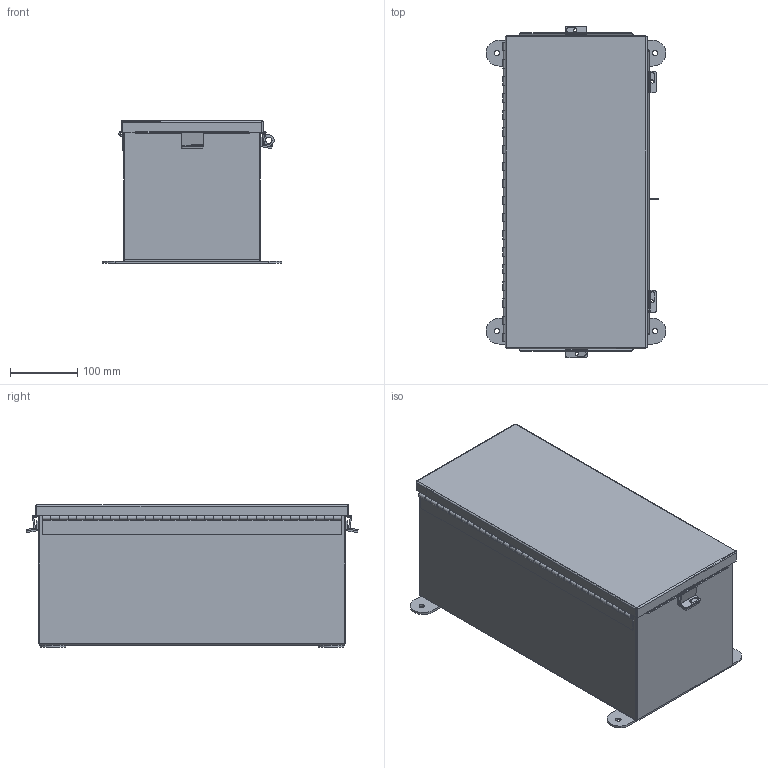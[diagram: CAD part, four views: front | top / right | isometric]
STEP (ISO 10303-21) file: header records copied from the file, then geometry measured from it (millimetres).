
FILE_DESCRIPTION (( 'STEP AP203' ), '1' );
FILE_NAME ('N080818SSCHTR.STEP', '2014-07-18T16:43:57', ( 'changeme' ), ( 'Microsoft' ), 'SwSTEP 2.0', 'SolidWorks 2013', '' );
FILE_SCHEMA (( 'CONFIG_CONTROL_DESIGN' ));
Length unit declared in the file: inch
Products named in the file (13): N080818SSCHTR JIC_Cover_Template; N080818SSCHTR JIC Clamp Bracket; N080818SSCHTR JIC Cover Clamp; N080818SSCHTR JIC Top; N080818SSCHTR JIC Bottom; N080818SSCHTR JIC Enclosure Template; N080818SSCHTR HW-CD-S-25020-034; N080818SSCHTR Hinge Body Side; HW-CLH-JH-20154; N080818SSCHTR Hinge Cover Side JIC; N080818SSCHTR JIC Mounting Bracket; N080818SSCHTR _JIC Hinge; N080818SSCHTR
Assembly tree (20 placements, depth 3):
  N080818SSCHTR
    N080818SSCHTR JIC Enclosure Template
    N080818SSCHTR _JIC Hinge
      N080818SSCHTR Hinge Body Side
      N080818SSCHTR Hinge Cover Side JIC
    N080818SSCHTR JIC_Cover_Template
    N080818SSCHTR JIC Clamp Bracket  x4
    N080818SSCHTR JIC Cover Clamp  x4
    N080818SSCHTR JIC Top
    N080818SSCHTR JIC Bottom
    N080818SSCHTR HW-CD-S-25020-034  x2
    HW-CLH-JH-20154
    N080818SSCHTR JIC Mounting Bracket  x2
Bounding box: 266.7 x 492.93 x 211.76 mm (x, y, z)
Volume: 1045976.3 mm3; surface area: 1094403.2 mm2
Topology: 19 solids, 19 shells, 744 faces, 1817 edges, 1113 vertices
Faces by surface type: plane 461, cylinder 263, bspline 8, torus 8, cone 4
Entity records: 19218 total; most frequent: CARTESIAN_POINT 3391, DIRECTION 3061, ORIENTED_EDGE 2920, EDGE_CURVE 1460, VECTOR 1023, LINE 1023, AXIS2_PLACEMENT_3D 1019, VERTEX_POINT 901
